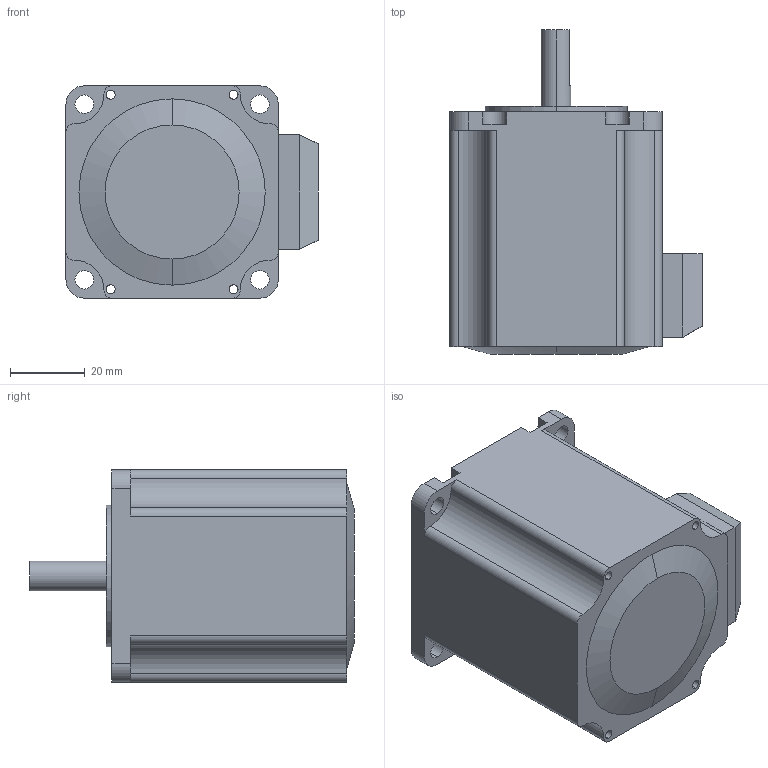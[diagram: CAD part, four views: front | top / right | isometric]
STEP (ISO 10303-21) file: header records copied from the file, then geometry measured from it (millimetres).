
FILE_DESCRIPTION (( 'STEP AP203' ), '1' );
FILE_NAME ('57HSM42D-D0822-001.STEP', '2022-08-10T02:56:10', ( '' ), ( '' ), 'SwSTEP 2.0', 'SolidWorks 2020', '' );
FILE_SCHEMA (( 'CONFIG_CONTROL_DESIGN' ));
Length unit declared in the file: millimetre
Products named in the file (1): 57HSM42D-D0822-001
Bounding box: 67.7 x 87 x 57 mm (x, y, z)
Volume: 192735.3 mm3; surface area: 23596.3 mm2
Topology: 1 solids, 1 shells, 85 faces, 231 edges, 154 vertices
Faces by surface type: cylinder 46, plane 37, cone 2
Entity records: 2832 total; most frequent: DIRECTION 501, CARTESIAN_POINT 471, ORIENTED_EDGE 462, EDGE_CURVE 231, AXIS2_PLACEMENT_3D 184, VERTEX_POINT 154, VECTOR 133, LINE 133
